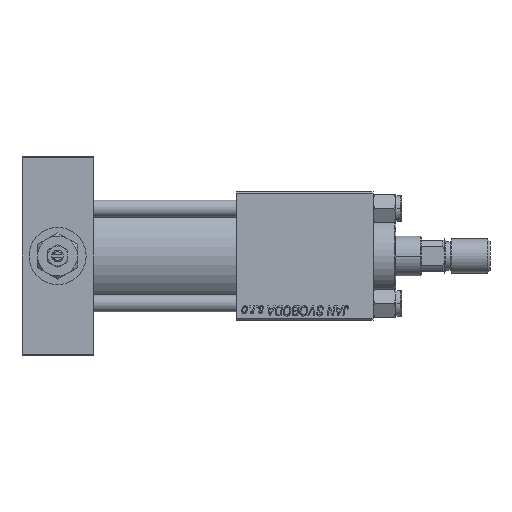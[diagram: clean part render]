
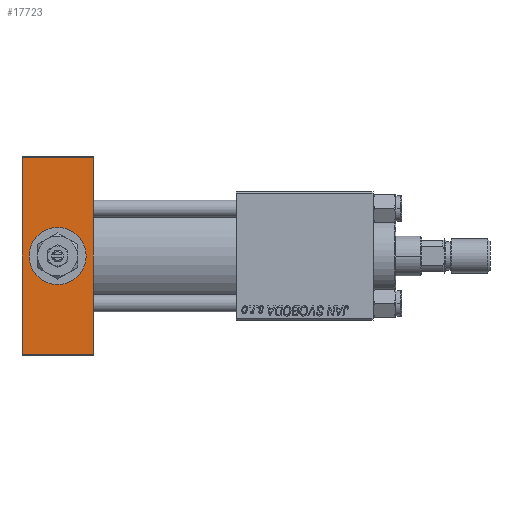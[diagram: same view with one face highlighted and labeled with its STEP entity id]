
A CAD part, front view. The second image highlights one B-rep face of the part: STEP entity #17723.
In plain terms, the highlighted planar face has unit normal (0, -1, 0).
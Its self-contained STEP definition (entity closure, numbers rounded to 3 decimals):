
#494 = AXIS2_PLACEMENT_3D ( 'NONE', #3119, #6561, #16457 ) ;
#928 = DIRECTION ( 'NONE',  ( 0., 0., -1. ) ) ;
#950 = FACE_BOUND ( 'NONE', #4511, .T. ) ;
#1670 = CARTESIAN_POINT ( 'NONE',  ( 25., -22.5, -34.5 ) ) ;
#3119 = CARTESIAN_POINT ( 'NONE',  ( 12.5, -22.5, 0. ) ) ;
#4511 = EDGE_LOOP ( 'NONE', ( #45878, #42755 ) ) ;
#4765 = VERTEX_POINT ( 'NONE', #1670 ) ;
#5176 = DIRECTION ( 'NONE',  ( 0., 0., 1. ) ) ;
#6561 = DIRECTION ( 'NONE',  ( 0., -1., 0. ) ) ;
#7462 = VECTOR ( 'NONE', #928, 1000. ) ;
#7989 = LINE ( 'NONE', #24062, #49276 ) ;
#8606 = FACE_OUTER_BOUND ( 'NONE', #36323, .T. ) ;
#10058 = DIRECTION ( 'NONE',  ( 0., 0., -1. ) ) ;
#13074 = CARTESIAN_POINT ( 'NONE',  ( 25., -22.5, 35. ) ) ;
#13224 = DIRECTION ( 'NONE',  ( 0., -1., 0. ) ) ;
#16457 = DIRECTION ( 'NONE',  ( 0., 0., -1. ) ) ;
#17416 = DIRECTION ( 'NONE',  ( -1., 0., 0. ) ) ;
#17723 = ADVANCED_FACE ( 'NONE', ( #950, #8606 ), #21257, .F. ) ;
#18330 = CARTESIAN_POINT ( 'NONE',  ( 12.5, -22.5, -10. ) ) ;
#18372 = ORIENTED_EDGE ( 'NONE', *, *, #47693, .F. ) ;
#21112 = EDGE_CURVE ( 'NONE', #36611, #30497, #37209, .T. ) ;
#21237 = CARTESIAN_POINT ( 'NONE',  ( 25., -22.5, 35. ) ) ;
#21257 = PLANE ( 'NONE',  #38891 ) ;
#22309 = AXIS2_PLACEMENT_3D ( 'NONE', #25090, #13224, #10058 ) ;
#22616 = CARTESIAN_POINT ( 'NONE',  ( 25., -22.5, 34.5 ) ) ;
#22655 = VERTEX_POINT ( 'NONE', #48688 ) ;
#23112 = DIRECTION ( 'NONE',  ( 0., 0., -1. ) ) ;
#23777 = VERTEX_POINT ( 'NONE', #18330 ) ;
#24062 = CARTESIAN_POINT ( 'NONE',  ( 25., -22.5, -34.5 ) ) ;
#24931 = CIRCLE ( 'NONE', #494, 10. ) ;
#25090 = CARTESIAN_POINT ( 'NONE',  ( 12.5, -22.5, 0. ) ) ;
#25258 = CARTESIAN_POINT ( 'NONE',  ( 12.5, -22.5, 10. ) ) ;
#25595 = EDGE_CURVE ( 'NONE', #22655, #4765, #7989, .T. ) ;
#25692 = EDGE_CURVE ( 'NONE', #48163, #23777, #30701, .T. ) ;
#27985 = CARTESIAN_POINT ( 'NONE',  ( 0., -22.5, 34.5 ) ) ;
#28364 = LINE ( 'NONE', #21237, #7462 ) ;
#28902 = DIRECTION ( 'NONE',  ( 0., 1., 0. ) ) ;
#30497 = VERTEX_POINT ( 'NONE', #27985 ) ;
#30701 = CIRCLE ( 'NONE', #22309, 10. ) ;
#31014 = CARTESIAN_POINT ( 'NONE',  ( 0., -22.5, 35. ) ) ;
#32283 = EDGE_CURVE ( 'NONE', #23777, #48163, #24931, .T. ) ;
#32486 = DIRECTION ( 'NONE',  ( 1., 0., 0. ) ) ;
#36323 = EDGE_LOOP ( 'NONE', ( #41316, #37967, #18372, #47572 ) ) ;
#36611 = VERTEX_POINT ( 'NONE', #22616 ) ;
#37209 = LINE ( 'NONE', #45923, #51679 ) ;
#37967 = ORIENTED_EDGE ( 'NONE', *, *, #25595, .T. ) ;
#38891 = AXIS2_PLACEMENT_3D ( 'NONE', #13074, #28902, #5176 ) ;
#40133 = EDGE_CURVE ( 'NONE', #30497, #22655, #52134, .T. ) ;
#41316 = ORIENTED_EDGE ( 'NONE', *, *, #40133, .T. ) ;
#42755 = ORIENTED_EDGE ( 'NONE', *, *, #25692, .F. ) ;
#45878 = ORIENTED_EDGE ( 'NONE', *, *, #32283, .F. ) ;
#45923 = CARTESIAN_POINT ( 'NONE',  ( 25., -22.5, 34.5 ) ) ;
#47572 = ORIENTED_EDGE ( 'NONE', *, *, #21112, .T. ) ;
#47693 = EDGE_CURVE ( 'NONE', #36611, #4765, #28364, .T. ) ;
#48163 = VERTEX_POINT ( 'NONE', #25258 ) ;
#48688 = CARTESIAN_POINT ( 'NONE',  ( 0., -22.5, -34.5 ) ) ;
#49276 = VECTOR ( 'NONE', #32486, 1000. ) ;
#50613 = VECTOR ( 'NONE', #23112, 1000. ) ;
#51679 = VECTOR ( 'NONE', #17416, 1000. ) ;
#52134 = LINE ( 'NONE', #31014, #50613 ) ;
